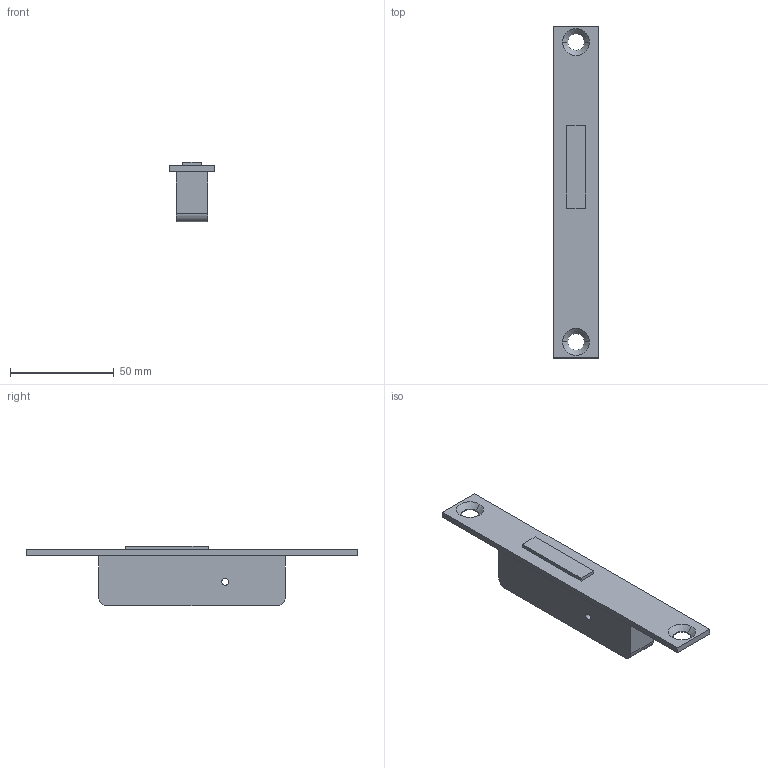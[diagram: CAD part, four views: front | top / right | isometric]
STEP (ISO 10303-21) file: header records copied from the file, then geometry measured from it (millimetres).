
FILE_DESCRIPTION((''),'2;1');
FILE_NAME('12083_KLJUCAVNICA_OMEC_U10','2022-09-19T07:51:31',('PredragRovcanin'),('Audax d.o.o.'),'CREO PARAMETRIC BY PTC INC, 2020281','CREO PARAMETRIC BY PTC INC, 2020281','');
FILE_SCHEMA(('AP242_MANAGED_MODEL_BASED_3D_ENGINEERING_MIM_LF { 1 0 10303 442 1 1 4 }'));
Length unit declared in the file: millimetre
Products named in the file (1): 12083_KLJUCAVNICA_OMEC_U10
Bounding box: 22 x 160 x 28.6 mm (x, y, z)
Volume: 43130.3 mm3; surface area: 13278.2 mm2
Topology: 1 solids, 1 shells, 28 faces, 73 edges, 54 vertices
Faces by surface type: plane 16, cylinder 8, cone 4
Entity records: 1541 total; most frequent: COLOUR_RGB 321, DIRECTION 151, CARTESIAN_POINT 148, ORIENTED_EDGE 136, PRESENTATION_STYLE_ASSIGNMENT 74, STYLED_ITEM 74, CURVE_STYLE 73, EDGE_CURVE 68
